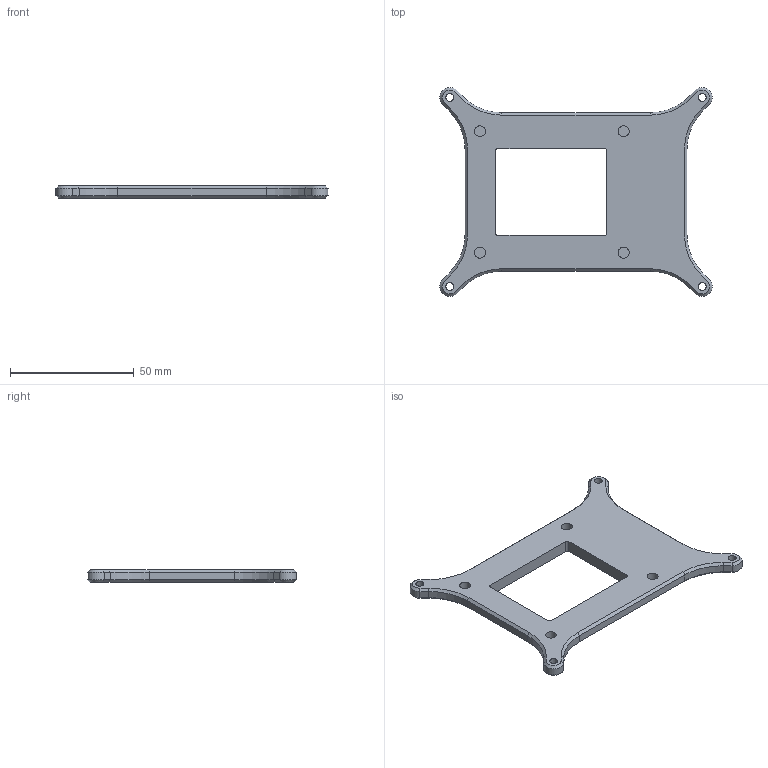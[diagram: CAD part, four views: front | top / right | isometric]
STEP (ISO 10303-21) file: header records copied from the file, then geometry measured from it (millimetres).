
FILE_DESCRIPTION(('FreeCAD Model'),'2;1');
FILE_NAME('Open CASCADE Shape Model','2025-06-02T16:25:56',('FreeCAD'),( 'FreeCAD'),'Open CASCADE STEP processor 7.7','FreeCAD','Unknown');
FILE_SCHEMA(('AUTOMOTIVE_DESIGN { 1 0 10303 214 1 1 1 1 }'));
Length unit declared in the file: millimetre
Products named in the file (1): Open CASCADE STEP translator 7.7 27
Bounding box: 109.82 x 84.27 x 5 mm (x, y, z)
Volume: 22608.4 mm3; surface area: 12068.1 mm2
Topology: 1 solids, 1 shells, 94 faces, 216 edges, 128 vertices
Faces by surface type: plane 46, cone 24, cylinder 24
Full cylindrical faces by diameter (mm): 3.2 x4, 4.4 x4
Entity records: 2638 total; most frequent: DIRECTION 478, CARTESIAN_POINT 439, ORIENTED_EDGE 432, EDGE_CURVE 216, AXIS2_PLACEMENT_3D 167, LINE 144, VECTOR 144, VERTEX_POINT 128
